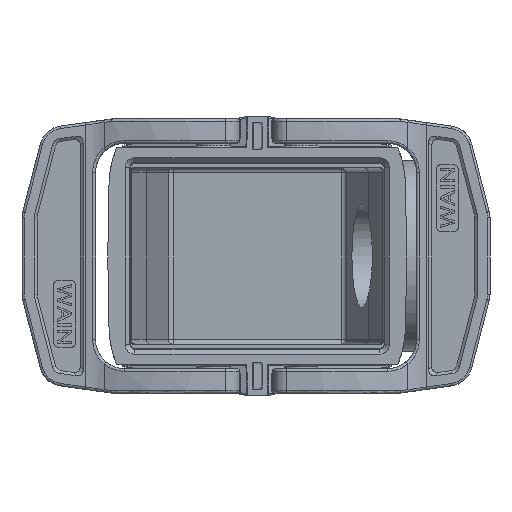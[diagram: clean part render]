
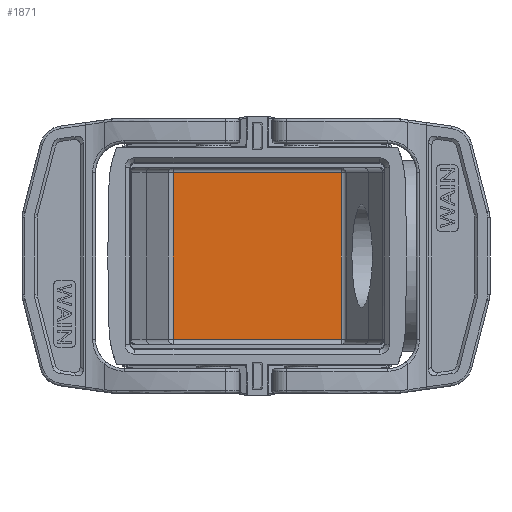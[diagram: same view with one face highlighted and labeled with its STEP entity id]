
A CAD part, front view. The second image highlights one B-rep face of the part: STEP entity #1871.
In plain terms, the highlighted planar face has unit normal (0, -1, 0).
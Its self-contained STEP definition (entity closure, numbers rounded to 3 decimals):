
#1871=ADVANCED_FACE('',(#3631),#3043,.T.);
#3043=PLANE('',#22106);
#3631=FACE_OUTER_BOUND('',#4819,.T.);
#4819=EDGE_LOOP('',(#7234,#7235,#7236,#7237));
#7234=ORIENTED_EDGE('',*,*,#15606,.T.);
#7235=ORIENTED_EDGE('',*,*,#15593,.T.);
#7236=ORIENTED_EDGE('',*,*,#15605,.F.);
#7237=ORIENTED_EDGE('',*,*,#15607,.F.);
#13390=VERTEX_POINT('',#29921);
#13391=VERTEX_POINT('',#29923);
#13397=VERTEX_POINT('',#29950);
#13398=VERTEX_POINT('',#29957);
#15593=EDGE_CURVE('',#13390,#13391,#18765,.T.);
#15605=EDGE_CURVE('',#13397,#13391,#18771,.T.);
#15606=EDGE_CURVE('',#13398,#13390,#18772,.T.);
#15607=EDGE_CURVE('',#13398,#13397,#18773,.T.);
#18765=LINE('',#29924,#20476);
#18771=LINE('',#29954,#20482);
#18772=LINE('',#29956,#20483);
#18773=LINE('',#29958,#20484);
#20476=VECTOR('',#24352,1.);
#20482=VECTOR('',#24378,1.);
#20483=VECTOR('',#24381,1.);
#20484=VECTOR('',#24382,1.);
#22106=AXIS2_PLACEMENT_3D('',#29959,#24383,#24384);
#24352=DIRECTION('',(0.,0.,-1.));
#24378=DIRECTION('',(-1.,0.,0.));
#24381=DIRECTION('',(-1.,0.,0.));
#24382=DIRECTION('',(0.,0.,-1.));
#24383=DIRECTION('',(0.,-1.,0.));
#24384=DIRECTION('',(1.,0.,0.));
#29921=CARTESIAN_POINT('',(-17.177,60.,16.998));
#29923=CARTESIAN_POINT('',(-17.177,60.,-16.998));
#29924=CARTESIAN_POINT('',(-17.177,60.,16.998));
#29950=CARTESIAN_POINT('',(17.177,60.,-16.998));
#29954=CARTESIAN_POINT('',(17.177,60.,-16.998));
#29956=CARTESIAN_POINT('',(17.177,60.,16.998));
#29957=CARTESIAN_POINT('',(17.177,60.,16.998));
#29958=CARTESIAN_POINT('',(17.177,60.,16.998));
#29959=CARTESIAN_POINT('',(-20.475,60.,-21.5));
